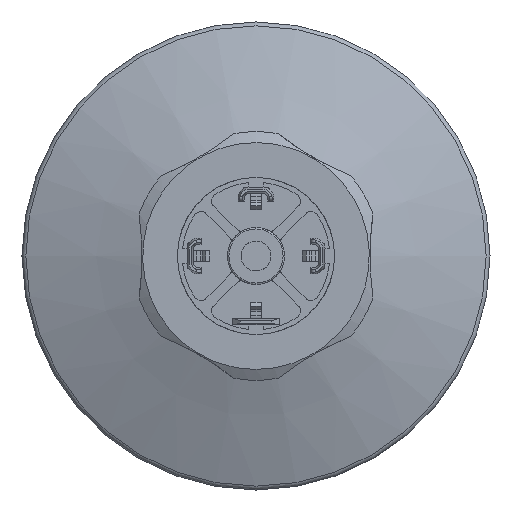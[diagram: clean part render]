
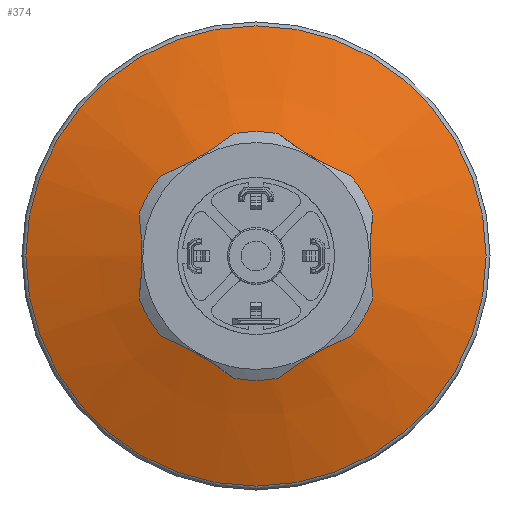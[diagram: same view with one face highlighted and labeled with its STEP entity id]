
A CAD part, front view. The second image highlights one B-rep face of the part: STEP entity #374.
In plain terms, the highlighted conical face has half-angle 70 degrees and reference radius 11 mm.
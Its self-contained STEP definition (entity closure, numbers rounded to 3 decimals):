
#374 = ADVANCED_FACE( '', ( #976, #977 ), #978, .T. );
#976 = FACE_OUTER_BOUND( '', #1890, .T. );
#977 = FACE_BOUND( '', #1891, .T. );
#978 = CONICAL_SURFACE( '', #1892, 11., 1.222 );
#1890 = EDGE_LOOP( '', ( #3326 ) );
#1891 = EDGE_LOOP( '', ( #3327 ) );
#1892 = AXIS2_PLACEMENT_3D( '', #3328, #3329, #3330 );
#3326 = ORIENTED_EDGE( '', *, *, #5873, .T. );
#3327 = ORIENTED_EDGE( '', *, *, #5874, .T. );
#3328 = CARTESIAN_POINT( '', ( 0., -9.693, 0. ) );
#3329 = DIRECTION( '', ( 0., 1., 0. ) );
#3330 = DIRECTION( '', ( -1., 0., 0. ) );
#5873 = EDGE_CURVE( '', #7122, #7122, #7123, .T. );
#5874 = EDGE_CURVE( '', #7124, #7124, #7125, .T. );
#7122 = VERTEX_POINT( '', #9213 );
#7123 = CIRCLE( '', #9214, 31.474 );
#7124 = VERTEX_POINT( '', #9215 );
#7125 = CIRCLE( '', #9216, 12.316 );
#9213 = CARTESIAN_POINT( '', ( 31.474, -2.242, 0. ) );
#9214 = AXIS2_PLACEMENT_3D( '', #12392, #12393, #12394 );
#9215 = CARTESIAN_POINT( '', ( -12.316, -9.214, 0. ) );
#9216 = AXIS2_PLACEMENT_3D( '', #12395, #12396, #12397 );
#12392 = CARTESIAN_POINT( '', ( 0., -2.242, 0. ) );
#12393 = DIRECTION( '', ( 0., -1., 0. ) );
#12394 = DIRECTION( '', ( 1., 0., 0. ) );
#12395 = CARTESIAN_POINT( '', ( 0., -9.214, 0. ) );
#12396 = DIRECTION( '', ( 0., 1., 0. ) );
#12397 = DIRECTION( '', ( -1., 0., 0. ) );
